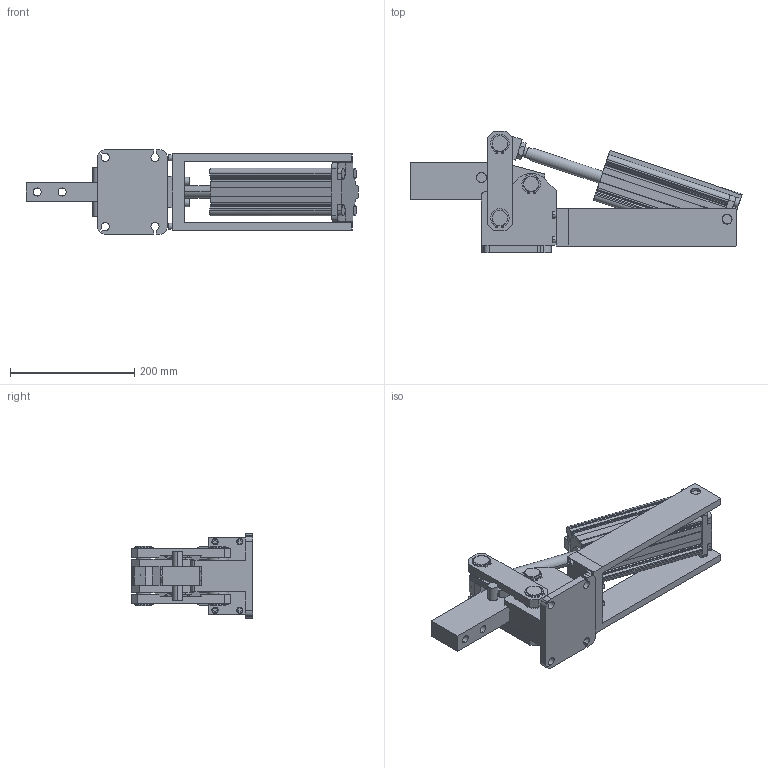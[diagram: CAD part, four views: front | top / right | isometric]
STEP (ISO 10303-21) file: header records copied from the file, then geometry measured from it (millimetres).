
FILE_DESCRIPTION((''),'2;1');
FILE_NAME('ILCP92221','2023-12-20T11:07:30',('rkuestersteffen'),(''),'CREO PARAMETRIC BY PTC INC, 2021164','CREO PARAMETRIC BY PTC INC, 2021164','');
FILE_SCHEMA(('AUTOMOTIVE_DESIGN { 1 0 10303 214 1 1 1 1 }'));
Length unit declared in the file: inch
Products named in the file (1): ILCP92221
Bounding box: 534.03 x 196 x 136 mm (x, y, z)
Volume: 2639595.5 mm3; surface area: 444611.2 mm2
Topology: 1 solids, 11 shells, 686 faces, 1814 edges, 1189 vertices
Faces by surface type: plane 415, cylinder 207, cone 40, torus 24
Entity records: 23138 total; most frequent: CARTESIAN_POINT 3857, DIRECTION 3764, ORIENTED_EDGE 3608, EDGE_CURVE 1804, AXIS2_PLACEMENT_3D 1289, VERTEX_POINT 1189, VECTOR 1183, LINE 1183
